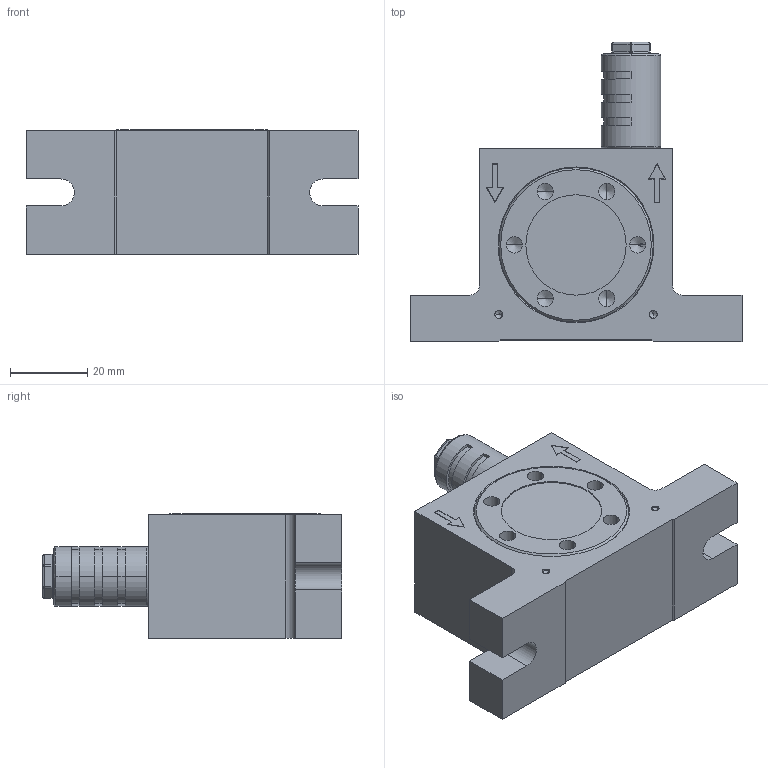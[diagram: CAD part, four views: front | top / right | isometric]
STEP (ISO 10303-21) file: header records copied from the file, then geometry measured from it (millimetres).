
FILE_DESCRIPTION (( 'STEP AP214' ), '1' );
FILE_NAME ('NCT S 4i Turbinenvibrator #02704600.STEP', '2022-02-24T14:28:29', ( '' ), ( '' ), 'SwSTEP 2.0', 'SolidWorks 2015', '' );
FILE_SCHEMA (( 'AUTOMOTIVE_DESIGN' ));
Length unit declared in the file: millimetre
Products named in the file (1): NCT S 4i Turbinenvibrator #02704600
Bounding box: 86 x 77.5 x 32.25 mm (x, y, z)
Volume: 96137.9 mm3; surface area: 23112.5 mm2
Topology: 3 solids, 4 shells, 205 faces, 502 edges, 299 vertices
Faces by surface type: plane 83, cylinder 64, cone 32, bspline 26
Entity records: 9007 total; most frequent: CARTESIAN_POINT 2025, DIRECTION 996, ORIENTED_EDGE 950, EDGE_CURVE 475, AXIS2_PLACEMENT_3D 360, VERTEX_POINT 299, VECTOR 276, LINE 276
